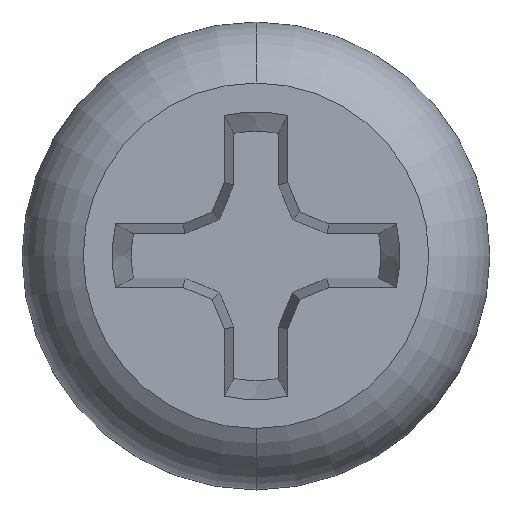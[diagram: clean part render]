
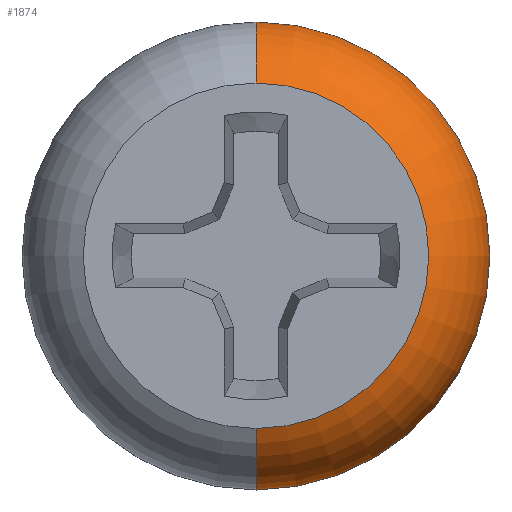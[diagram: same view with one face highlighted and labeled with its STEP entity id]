
A CAD part, top view. The second image highlights one B-rep face of the part: STEP entity #1874.
In plain terms, the highlighted toroidal (fillet/blend) face has major radius 1.067 mm and minor radius 0.882 mm.
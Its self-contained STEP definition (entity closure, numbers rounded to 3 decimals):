
#90 = CIRCLE ( 'NONE', #992, 1.44 ) ;
#143 = DIRECTION ( 'NONE',  ( 0., 0., -1. ) ) ;
#145 = EDGE_CURVE ( 'NONE', #1261, #1918, #90, .T. ) ;
#150 = CARTESIAN_POINT ( 'NONE',  ( 0., 0., 1.6 ) ) ;
#180 = CARTESIAN_POINT ( 'NONE',  ( 0., -1.44, 1.6 ) ) ;
#190 = DIRECTION ( 'NONE',  ( 0., 0., -1. ) ) ;
#237 = FACE_OUTER_BOUND ( 'NONE', #818, .T. ) ;
#243 = ORIENTED_EDGE ( 'NONE', *, *, #2694, .T. ) ;
#272 = CARTESIAN_POINT ( 'NONE',  ( 0., 0., 0.8 ) ) ;
#337 = AXIS2_PLACEMENT_3D ( 'NONE', #272, #190, #709 ) ;
#348 = VERTEX_POINT ( 'NONE', #632 ) ;
#367 = DIRECTION ( 'NONE',  ( 0., 0., 1. ) ) ;
#403 = CIRCLE ( 'NONE', #2194, 0.882 ) ;
#632 = CARTESIAN_POINT ( 'NONE',  ( 0., -1.95, 0.8 ) ) ;
#709 = DIRECTION ( 'NONE',  ( 0., 1., 0. ) ) ;
#763 = DIRECTION ( 'NONE',  ( 0., 1., 0. ) ) ;
#790 = AXIS2_PLACEMENT_3D ( 'NONE', #3023, #2995, #916 ) ;
#818 = EDGE_LOOP ( 'NONE', ( #1885, #243, #2723, #1961 ) ) ;
#916 = DIRECTION ( 'NONE',  ( 0., 1., 0. ) ) ;
#923 = CARTESIAN_POINT ( 'NONE',  ( 0., 0., 0.8 ) ) ;
#947 = CARTESIAN_POINT ( 'NONE',  ( 0., 1.44, 1.6 ) ) ;
#992 = AXIS2_PLACEMENT_3D ( 'NONE', #150, #1992, #763 ) ;
#1261 = VERTEX_POINT ( 'NONE', #947 ) ;
#1290 = CIRCLE ( 'NONE', #1855, 1.95 ) ;
#1346 = EDGE_CURVE ( 'NONE', #3318, #348, #1290, .T. ) ;
#1369 = CARTESIAN_POINT ( 'NONE',  ( 0., 1.95, 0.8 ) ) ;
#1855 = AXIS2_PLACEMENT_3D ( 'NONE', #923, #143, #2242 ) ;
#1874 = ADVANCED_FACE ( 'NONE', ( #237 ), #2671, .T. ) ;
#1885 = ORIENTED_EDGE ( 'NONE', *, *, #145, .T. ) ;
#1918 = VERTEX_POINT ( 'NONE', #180 ) ;
#1961 = ORIENTED_EDGE ( 'NONE', *, *, #2222, .F. ) ;
#1982 = CIRCLE ( 'NONE', #790, 0.882 ) ;
#1992 = DIRECTION ( 'NONE',  ( 0., 0., -1. ) ) ;
#2194 = AXIS2_PLACEMENT_3D ( 'NONE', #3199, #2660, #367 ) ;
#2222 = EDGE_CURVE ( 'NONE', #1261, #3318, #403, .T. ) ;
#2242 = DIRECTION ( 'NONE',  ( 0., 1., 0. ) ) ;
#2660 = DIRECTION ( 'NONE',  ( -1., 0., 0. ) ) ;
#2671 = TOROIDAL_SURFACE ( 'NONE', #337, 1.068, 0.882 ) ;
#2694 = EDGE_CURVE ( 'NONE', #1918, #348, #1982, .T. ) ;
#2723 = ORIENTED_EDGE ( 'NONE', *, *, #1346, .F. ) ;
#2995 = DIRECTION ( 'NONE',  ( 1., 0., 0. ) ) ;
#3023 = CARTESIAN_POINT ( 'NONE',  ( 0., -1.068, 0.8 ) ) ;
#3199 = CARTESIAN_POINT ( 'NONE',  ( 0., 1.068, 0.8 ) ) ;
#3318 = VERTEX_POINT ( 'NONE', #1369 ) ;
